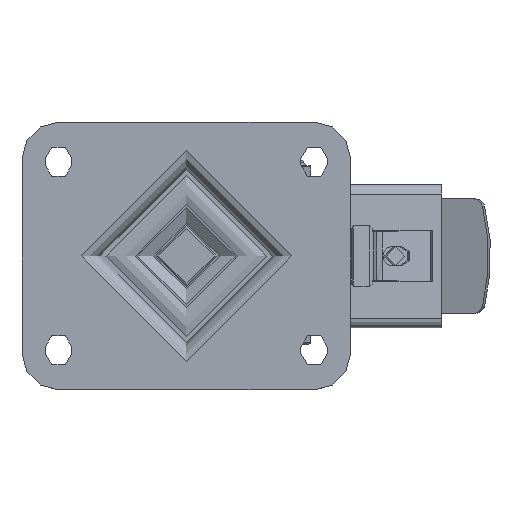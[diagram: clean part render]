
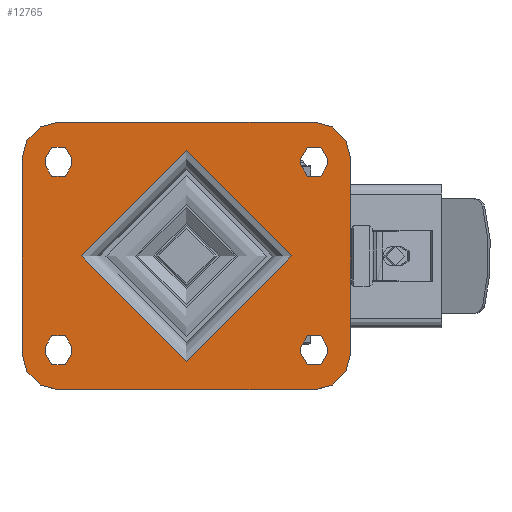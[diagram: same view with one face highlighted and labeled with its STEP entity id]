
A CAD part, top view. The second image highlights one B-rep face of the part: STEP entity #12765.
In plain terms, the highlighted planar face has unit normal (0, 0, 1).
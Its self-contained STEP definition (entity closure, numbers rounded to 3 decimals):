
#313=FACE_BOUND('',#4018,.T.);
#314=FACE_BOUND('',#4019,.T.);
#315=FACE_BOUND('',#4020,.T.);
#316=FACE_BOUND('',#4021,.T.);
#317=FACE_BOUND('',#4022,.T.);
#386=PLANE('',#13871);
#966=LINE('',#19731,#2047);
#967=LINE('',#19735,#2048);
#968=LINE('',#19739,#2049);
#969=LINE('',#19742,#2050);
#970=LINE('',#19745,#2051);
#971=LINE('',#19749,#2052);
#972=LINE('',#19753,#2053);
#973=LINE('',#19757,#2054);
#974=LINE('',#19761,#2055);
#975=LINE('',#19765,#2056);
#976=LINE('',#19769,#2057);
#977=LINE('',#19773,#2058);
#2047=VECTOR('',#15463,1000.);
#2048=VECTOR('',#15466,1000.);
#2049=VECTOR('',#15469,1000.);
#2050=VECTOR('',#15472,1000.);
#2051=VECTOR('',#15473,1000.);
#2052=VECTOR('',#15476,1000.);
#2053=VECTOR('',#15479,1000.);
#2054=VECTOR('',#15482,1000.);
#2055=VECTOR('',#15485,1000.);
#2056=VECTOR('',#15488,1000.);
#2057=VECTOR('',#15491,1000.);
#2058=VECTOR('',#15494,1000.);
#3268=FACE_OUTER_BOUND('',#4017,.T.);
#4017=EDGE_LOOP('',(#9148,#9149,#9150,#9151,#9152,#9153,#9154,#9155));
#4018=EDGE_LOOP('',(#9156,#9157,#9158,#9159));
#4019=EDGE_LOOP('',(#9160,#9161,#9162,#9163));
#4020=EDGE_LOOP('',(#9164,#9165,#9166,#9167));
#4021=EDGE_LOOP('',(#9168,#9169,#9170,#9171));
#4022=EDGE_LOOP('',(#9172));
#5225=CIRCLE('',#13840,43.246);
#5248=CIRCLE('',#13872,15.);
#5249=CIRCLE('',#13873,15.);
#5250=CIRCLE('',#13874,15.);
#5251=CIRCLE('',#13875,15.);
#5252=CIRCLE('',#13876,5.5);
#5253=CIRCLE('',#13877,5.5);
#5254=CIRCLE('',#13878,5.5);
#5255=CIRCLE('',#13879,5.5);
#5256=CIRCLE('',#13880,5.5);
#5257=CIRCLE('',#13881,5.5);
#5258=CIRCLE('',#13882,5.5);
#5259=CIRCLE('',#13883,5.5);
#5861=VERTEX_POINT('',#19648);
#5893=VERTEX_POINT('',#19727);
#5894=VERTEX_POINT('',#19728);
#5895=VERTEX_POINT('',#19730);
#5896=VERTEX_POINT('',#19732);
#5897=VERTEX_POINT('',#19734);
#5898=VERTEX_POINT('',#19736);
#5899=VERTEX_POINT('',#19738);
#5900=VERTEX_POINT('',#19740);
#5901=VERTEX_POINT('',#19743);
#5902=VERTEX_POINT('',#19744);
#5903=VERTEX_POINT('',#19746);
#5904=VERTEX_POINT('',#19748);
#5905=VERTEX_POINT('',#19751);
#5906=VERTEX_POINT('',#19752);
#5907=VERTEX_POINT('',#19754);
#5908=VERTEX_POINT('',#19756);
#5909=VERTEX_POINT('',#19759);
#5910=VERTEX_POINT('',#19760);
#5911=VERTEX_POINT('',#19762);
#5912=VERTEX_POINT('',#19764);
#5913=VERTEX_POINT('',#19767);
#5914=VERTEX_POINT('',#19768);
#5915=VERTEX_POINT('',#19770);
#5916=VERTEX_POINT('',#19772);
#7132=EDGE_CURVE('',#5861,#5861,#5225,.T.);
#7169=EDGE_CURVE('',#5893,#5894,#5248,.T.);
#7170=EDGE_CURVE('',#5895,#5894,#966,.T.);
#7171=EDGE_CURVE('',#5896,#5895,#5249,.T.);
#7172=EDGE_CURVE('',#5897,#5896,#967,.T.);
#7173=EDGE_CURVE('',#5898,#5897,#5250,.T.);
#7174=EDGE_CURVE('',#5899,#5898,#968,.T.);
#7175=EDGE_CURVE('',#5899,#5900,#5251,.T.);
#7176=EDGE_CURVE('',#5893,#5900,#969,.T.);
#7177=EDGE_CURVE('',#5901,#5902,#970,.T.);
#7178=EDGE_CURVE('',#5902,#5903,#5252,.T.);
#7179=EDGE_CURVE('',#5903,#5904,#971,.T.);
#7180=EDGE_CURVE('',#5904,#5901,#5253,.T.);
#7181=EDGE_CURVE('',#5905,#5906,#972,.T.);
#7182=EDGE_CURVE('',#5906,#5907,#5254,.T.);
#7183=EDGE_CURVE('',#5907,#5908,#973,.T.);
#7184=EDGE_CURVE('',#5908,#5905,#5255,.T.);
#7185=EDGE_CURVE('',#5909,#5910,#974,.T.);
#7186=EDGE_CURVE('',#5910,#5911,#5256,.T.);
#7187=EDGE_CURVE('',#5911,#5912,#975,.T.);
#7188=EDGE_CURVE('',#5912,#5909,#5257,.T.);
#7189=EDGE_CURVE('',#5913,#5914,#976,.T.);
#7190=EDGE_CURVE('',#5914,#5915,#5258,.T.);
#7191=EDGE_CURVE('',#5915,#5916,#977,.T.);
#7192=EDGE_CURVE('',#5916,#5913,#5259,.T.);
#9148=ORIENTED_EDGE('',*,*,#7169,.T.);
#9149=ORIENTED_EDGE('',*,*,#7170,.F.);
#9150=ORIENTED_EDGE('',*,*,#7171,.F.);
#9151=ORIENTED_EDGE('',*,*,#7172,.F.);
#9152=ORIENTED_EDGE('',*,*,#7173,.F.);
#9153=ORIENTED_EDGE('',*,*,#7174,.F.);
#9154=ORIENTED_EDGE('',*,*,#7175,.T.);
#9155=ORIENTED_EDGE('',*,*,#7176,.F.);
#9156=ORIENTED_EDGE('',*,*,#7177,.T.);
#9157=ORIENTED_EDGE('',*,*,#7178,.T.);
#9158=ORIENTED_EDGE('',*,*,#7179,.T.);
#9159=ORIENTED_EDGE('',*,*,#7180,.T.);
#9160=ORIENTED_EDGE('',*,*,#7181,.T.);
#9161=ORIENTED_EDGE('',*,*,#7182,.T.);
#9162=ORIENTED_EDGE('',*,*,#7183,.T.);
#9163=ORIENTED_EDGE('',*,*,#7184,.T.);
#9164=ORIENTED_EDGE('',*,*,#7185,.T.);
#9165=ORIENTED_EDGE('',*,*,#7186,.T.);
#9166=ORIENTED_EDGE('',*,*,#7187,.T.);
#9167=ORIENTED_EDGE('',*,*,#7188,.T.);
#9168=ORIENTED_EDGE('',*,*,#7189,.T.);
#9169=ORIENTED_EDGE('',*,*,#7190,.T.);
#9170=ORIENTED_EDGE('',*,*,#7191,.T.);
#9171=ORIENTED_EDGE('',*,*,#7192,.T.);
#9172=ORIENTED_EDGE('',*,*,#7132,.F.);
#12765=ADVANCED_FACE('',(#3268,#313,#314,#315,#316,#317),#386,.T.);
#13840=AXIS2_PLACEMENT_3D('',#19650,#15383,#15384);
#13871=AXIS2_PLACEMENT_3D('',#19726,#15459,#15460);
#13872=AXIS2_PLACEMENT_3D('',#19729,#15461,#15462);
#13873=AXIS2_PLACEMENT_3D('',#19733,#15464,#15465);
#13874=AXIS2_PLACEMENT_3D('',#19737,#15467,#15468);
#13875=AXIS2_PLACEMENT_3D('',#19741,#15470,#15471);
#13876=AXIS2_PLACEMENT_3D('',#19747,#15474,#15475);
#13877=AXIS2_PLACEMENT_3D('',#19750,#15477,#15478);
#13878=AXIS2_PLACEMENT_3D('',#19755,#15480,#15481);
#13879=AXIS2_PLACEMENT_3D('',#19758,#15483,#15484);
#13880=AXIS2_PLACEMENT_3D('',#19763,#15486,#15487);
#13881=AXIS2_PLACEMENT_3D('',#19766,#15489,#15490);
#13882=AXIS2_PLACEMENT_3D('',#19771,#15492,#15493);
#13883=AXIS2_PLACEMENT_3D('',#19774,#15495,#15496);
#15383=DIRECTION('center_axis',(0.,0.,1.));
#15384=DIRECTION('ref_axis',(-1.,0.,0.));
#15459=DIRECTION('center_axis',(0.,0.,1.));
#15460=DIRECTION('ref_axis',(1.,0.,0.));
#15461=DIRECTION('center_axis',(0.,0.,1.));
#15462=DIRECTION('ref_axis',(-1.,0.,0.));
#15463=DIRECTION('',(-1.,0.,0.));
#15464=DIRECTION('center_axis',(0.,0.,-1.));
#15465=DIRECTION('ref_axis',(1.,0.,0.));
#15466=DIRECTION('',(0.,-1.,0.));
#15467=DIRECTION('center_axis',(0.,0.,-1.));
#15468=DIRECTION('ref_axis',(0.,1.,0.));
#15469=DIRECTION('',(1.,0.,0.));
#15470=DIRECTION('center_axis',(0.,0.,1.));
#15471=DIRECTION('ref_axis',(0.,1.,0.));
#15472=DIRECTION('',(0.,1.,0.));
#15473=DIRECTION('',(0.,-1.,0.));
#15474=DIRECTION('center_axis',(0.,0.,-1.));
#15475=DIRECTION('ref_axis',(1.,0.,0.));
#15476=DIRECTION('',(0.,1.,0.));
#15477=DIRECTION('center_axis',(0.,0.,-1.));
#15478=DIRECTION('ref_axis',(1.,0.,0.));
#15479=DIRECTION('',(0.,1.,0.));
#15480=DIRECTION('center_axis',(0.,0.,-1.));
#15481=DIRECTION('ref_axis',(1.,0.,0.));
#15482=DIRECTION('',(0.,-1.,0.));
#15483=DIRECTION('center_axis',(0.,0.,-1.));
#15484=DIRECTION('ref_axis',(1.,0.,0.));
#15485=DIRECTION('',(0.,-1.,0.));
#15486=DIRECTION('center_axis',(0.,0.,-1.));
#15487=DIRECTION('ref_axis',(-1.,0.,0.));
#15488=DIRECTION('',(0.,1.,0.));
#15489=DIRECTION('center_axis',(0.,0.,-1.));
#15490=DIRECTION('ref_axis',(-1.,0.,0.));
#15491=DIRECTION('',(0.,1.,0.));
#15492=DIRECTION('center_axis',(0.,0.,-1.));
#15493=DIRECTION('ref_axis',(-1.,0.,0.));
#15494=DIRECTION('',(0.,-1.,0.));
#15495=DIRECTION('center_axis',(0.,0.,-1.));
#15496=DIRECTION('ref_axis',(-1.,0.,0.));
#19648=CARTESIAN_POINT('',(43.246,0.,0.));
#19650=CARTESIAN_POINT('Origin',(0.,0.,0.));
#19726=CARTESIAN_POINT('Origin',(0.,0.,0.));
#19727=CARTESIAN_POINT('',(-67.5,-40.,0.));
#19728=CARTESIAN_POINT('',(-52.5,-55.,0.));
#19729=CARTESIAN_POINT('Origin',(-52.5,-40.,0.));
#19730=CARTESIAN_POINT('',(52.5,-55.,0.));
#19731=CARTESIAN_POINT('',(52.5,-55.,0.));
#19732=CARTESIAN_POINT('',(67.5,-40.,0.));
#19733=CARTESIAN_POINT('Origin',(52.5,-40.,0.));
#19734=CARTESIAN_POINT('',(67.5,40.,0.));
#19735=CARTESIAN_POINT('',(67.5,40.,0.));
#19736=CARTESIAN_POINT('',(52.5,55.,0.));
#19737=CARTESIAN_POINT('Origin',(52.5,40.,0.));
#19738=CARTESIAN_POINT('',(-52.5,55.,0.));
#19739=CARTESIAN_POINT('',(-52.5,55.,0.));
#19740=CARTESIAN_POINT('',(-67.5,40.,0.));
#19741=CARTESIAN_POINT('Origin',(-52.5,40.,0.));
#19742=CARTESIAN_POINT('',(-67.5,-40.,0.));
#19743=CARTESIAN_POINT('',(-47.,40.,0.));
#19744=CARTESIAN_POINT('',(-47.,37.5,0.));
#19745=CARTESIAN_POINT('',(-47.,37.5,0.));
#19746=CARTESIAN_POINT('',(-58.,37.5,0.));
#19747=CARTESIAN_POINT('Origin',(-52.5,37.5,0.));
#19748=CARTESIAN_POINT('',(-58.,40.,0.));
#19749=CARTESIAN_POINT('',(-58.,37.5,0.));
#19750=CARTESIAN_POINT('Origin',(-52.5,40.,0.));
#19751=CARTESIAN_POINT('',(-58.,-40.,0.));
#19752=CARTESIAN_POINT('',(-58.,-37.5,0.));
#19753=CARTESIAN_POINT('',(-58.,-37.5,0.));
#19754=CARTESIAN_POINT('',(-47.,-37.5,0.));
#19755=CARTESIAN_POINT('Origin',(-52.5,-37.5,0.));
#19756=CARTESIAN_POINT('',(-47.,-40.,0.));
#19757=CARTESIAN_POINT('',(-47.,-37.5,0.));
#19758=CARTESIAN_POINT('Origin',(-52.5,-40.,0.));
#19759=CARTESIAN_POINT('',(58.,40.,0.));
#19760=CARTESIAN_POINT('',(58.,37.5,0.));
#19761=CARTESIAN_POINT('',(58.,37.5,0.));
#19762=CARTESIAN_POINT('',(47.,37.5,0.));
#19763=CARTESIAN_POINT('Origin',(52.5,37.5,0.));
#19764=CARTESIAN_POINT('',(47.,40.,0.));
#19765=CARTESIAN_POINT('',(47.,37.5,0.));
#19766=CARTESIAN_POINT('Origin',(52.5,40.,0.));
#19767=CARTESIAN_POINT('',(47.,-40.,0.));
#19768=CARTESIAN_POINT('',(47.,-37.5,0.));
#19769=CARTESIAN_POINT('',(47.,-37.5,0.));
#19770=CARTESIAN_POINT('',(58.,-37.5,0.));
#19771=CARTESIAN_POINT('Origin',(52.5,-37.5,0.));
#19772=CARTESIAN_POINT('',(58.,-40.,0.));
#19773=CARTESIAN_POINT('',(58.,-37.5,0.));
#19774=CARTESIAN_POINT('Origin',(52.5,-40.,0.));
